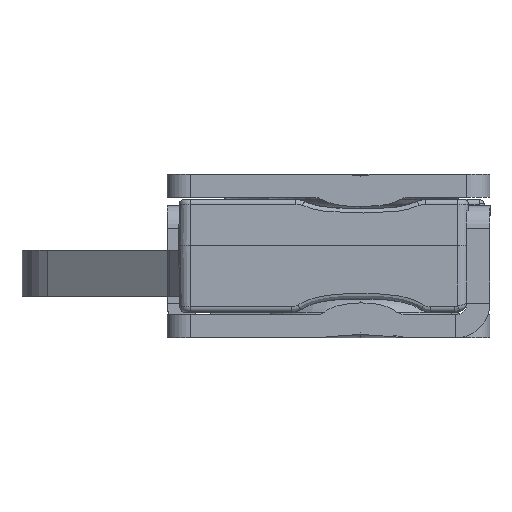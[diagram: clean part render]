
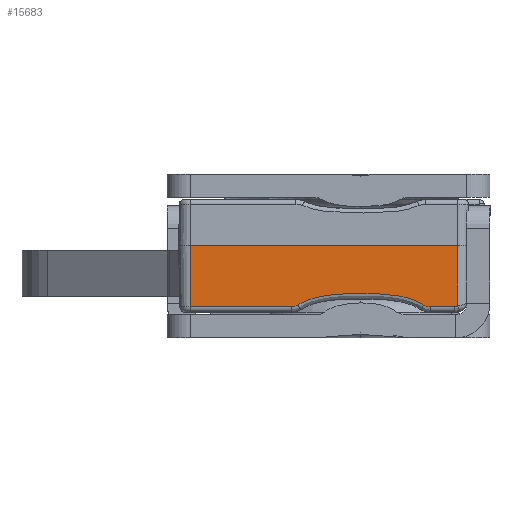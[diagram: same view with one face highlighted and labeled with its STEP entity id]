
A CAD part, left-side view. The second image highlights one B-rep face of the part: STEP entity #15683.
In plain terms, the highlighted face is planar.
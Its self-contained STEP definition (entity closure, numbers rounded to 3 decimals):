
#1931 =( BOUNDED_CURVE ( )  B_SPLINE_CURVE ( 3, ( #9596, #9621, #9622, #9623 ),
 .UNSPECIFIED., .F., .T. ) 
 B_SPLINE_CURVE_WITH_KNOTS ( ( 4, 4 ),
 ( 5.871, 6.283 ),
 .UNSPECIFIED. ) 
 CURVE ( )  GEOMETRIC_REPRESENTATION_ITEM ( )  RATIONAL_B_SPLINE_CURVE ( ( 1., 0.986, 0.986, 1. ) ) 
 REPRESENTATION_ITEM ( '' )  );
#7745 = LINE ( 'NONE', #9586, #7757 ) ;
#7751 = LINE ( 'NONE', #9592, #7752 ) ;
#7752 = VECTOR ( 'NONE', #9593, 1000. ) ;
#7755 = LINE ( 'NONE', #9624, #7760 ) ;
#7756 = LINE ( 'NONE', #9594, #7759 ) ;
#7757 = VECTOR ( 'NONE', #9595, 1000. ) ;
#7758 = LINE ( 'NONE', #9599, #7762 ) ;
#7759 = VECTOR ( 'NONE', #9598, 1000. ) ;
#7760 = VECTOR ( 'NONE', #9625, 1000. ) ;
#7762 = VECTOR ( 'NONE', #9627, 1000. ) ;
#9578 = CARTESIAN_POINT ( 'NONE',  ( 35.16, -4.915, -9.159 ) ) ;
#9580 = CARTESIAN_POINT ( 'NONE',  ( 35.157, 6.558, -9.309 ) ) ;
#9581 = CARTESIAN_POINT ( 'NONE',  ( 35.159, -4.995, -9.211 ) ) ;
#9582 = CARTESIAN_POINT ( 'NONE',  ( 35.158, -5.084, -9.247 ) ) ;
#9583 = CARTESIAN_POINT ( 'NONE',  ( 35.158, -5.268, -9.297 ) ) ;
#9584 = CARTESIAN_POINT ( 'NONE',  ( 35.157, -5.362, -9.309 ) ) ;
#9585 = CARTESIAN_POINT ( 'NONE',  ( 35.157, -5.458, -9.309 ) ) ;
#9586 = CARTESIAN_POINT ( 'NONE',  ( 35.157, -14.25, -9.309 ) ) ;
#9587 = CARTESIAN_POINT ( 'NONE',  ( 35.157, 6.462, -9.309 ) ) ;
#9588 = CARTESIAN_POINT ( 'NONE',  ( 35.158, 6.368, -9.297 ) ) ;
#9589 = CARTESIAN_POINT ( 'NONE',  ( 35.158, 6.185, -9.248 ) ) ;
#9590 = CARTESIAN_POINT ( 'NONE',  ( 35.159, 6.095, -9.211 ) ) ;
#9591 = CARTESIAN_POINT ( 'NONE',  ( 35.16, 6.015, -9.159 ) ) ;
#9592 = CARTESIAN_POINT ( 'NONE',  ( 35.157, 5.977, -9.309 ) ) ;
#9593 = DIRECTION ( 'NONE',  ( 0., -1., 0. ) ) ;
#9594 = CARTESIAN_POINT ( 'NONE',  ( 35.25, -14.25, -4. ) ) ;
#9595 = DIRECTION ( 'NONE',  ( 0., -1., 0. ) ) ;
#9596 = CARTESIAN_POINT ( 'NONE',  ( 35.158, 8.95, -9.25 ) ) ;
#9597 = CARTESIAN_POINT ( 'NONE',  ( 35.16, 6.015, -9.159 ) ) ;
#9598 = DIRECTION ( 'NONE',  ( 0.017, 0., 1. ) ) ;
#9599 = CARTESIAN_POINT ( 'NONE',  ( 35.25, 8.95, -4.007 ) ) ;
#9600 = CARTESIAN_POINT ( 'NONE',  ( 35.164, 5.613, -8.899 ) ) ;
#9601 = CARTESIAN_POINT ( 'NONE',  ( 35.168, 5.181, -8.714 ) ) ;
#9602 = CARTESIAN_POINT ( 'NONE',  ( 35.171, 4.504, -8.505 ) ) ;
#9603 = CARTESIAN_POINT ( 'NONE',  ( 35.172, 4.273, -8.448 ) ) ;
#9604 = CARTESIAN_POINT ( 'NONE',  ( 35.174, 3.81, -8.353 ) ) ;
#9605 = CARTESIAN_POINT ( 'NONE',  ( 35.175, 3.579, -8.316 ) ) ;
#9606 = CARTESIAN_POINT ( 'NONE',  ( 35.176, 2.882, -8.226 ) ) ;
#9607 = CARTESIAN_POINT ( 'NONE',  ( 35.177, 2.415, -8.194 ) ) ;
#9608 = CARTESIAN_POINT ( 'NONE',  ( 35.177, 1.481, -8.155 ) ) ;
#9609 = CARTESIAN_POINT ( 'NONE',  ( 35.178, 1.013, -8.149 ) ) ;
#9610 = CARTESIAN_POINT ( 'NONE',  ( 35.178, 0.076, -8.149 ) ) ;
#9611 = CARTESIAN_POINT ( 'NONE',  ( 35.177, -0.393, -8.156 ) ) ;
#9612 = CARTESIAN_POINT ( 'NONE',  ( 35.177, -1.331, -8.195 ) ) ;
#9613 = CARTESIAN_POINT ( 'NONE',  ( 35.176, -1.798, -8.227 ) ) ;
#9614 = CARTESIAN_POINT ( 'NONE',  ( 35.175, -2.494, -8.318 ) ) ;
#9615 = CARTESIAN_POINT ( 'NONE',  ( 35.174, -2.725, -8.356 ) ) ;
#9616 = CARTESIAN_POINT ( 'NONE',  ( 35.172, -3.184, -8.45 ) ) ;
#9617 = CARTESIAN_POINT ( 'NONE',  ( 35.171, -3.414, -8.508 ) ) ;
#9618 = CARTESIAN_POINT ( 'NONE',  ( 35.168, -4.087, -8.716 ) ) ;
#9619 = CARTESIAN_POINT ( 'NONE',  ( 35.164, -4.516, -8.901 ) ) ;
#9620 = CARTESIAN_POINT ( 'NONE',  ( 35.16, -4.915, -9.159 ) ) ;
#9621 = CARTESIAN_POINT ( 'NONE',  ( 35.158, 8.861, -9.289 ) ) ;
#9622 = CARTESIAN_POINT ( 'NONE',  ( 35.157, 8.766, -9.309 ) ) ;
#9623 = CARTESIAN_POINT ( 'NONE',  ( 35.157, 8.67, -9.309 ) ) ;
#9624 = CARTESIAN_POINT ( 'NONE',  ( 35.25, 8.95, -4. ) ) ;
#9625 = DIRECTION ( 'NONE',  ( -0.017, 0., -1. ) ) ;
#9627 = DIRECTION ( 'NONE',  ( 0., 1., 0. ) ) ;
#9805 = B_SPLINE_CURVE_WITH_KNOTS ( 'NONE', 3,
 ( #9578, #9581, #9582, #9583, #9584, #9585 ),
 .UNSPECIFIED., .F., .F.,
 ( 4, 2, 4 ),
 ( 0., 0., 0.001 ),
 .UNSPECIFIED. ) ;
#9806 = B_SPLINE_CURVE_WITH_KNOTS ( 'NONE', 3,
 ( #9580, #9587, #9588, #9589, #9590, #9591 ),
 .UNSPECIFIED., .F., .F.,
 ( 4, 2, 4 ),
 ( 0., 0., 0.001 ),
 .UNSPECIFIED. ) ;
#9808 = B_SPLINE_CURVE_WITH_KNOTS ( 'NONE', 3,
 ( #9597, #9600, #9601, #9602, #9603, #9604, #9605, #9606, #9607, #9608, #9609, #9610, #9611, #9612, #9613, #9614, #9615, #9616, #9617, #9618, #9619, #9620 ),
 .UNSPECIFIED., .F., .F.,
 ( 4, 2, 2, 2, 2, 2, 2, 2, 2, 2, 4 ),
 ( 0., 0.001, 0.002, 0.003, 0.004, 0.006, 0.007, 0.008, 0.009, 0.01, 0.011 ),
 .UNSPECIFIED. ) ;
#14261 = VERTEX_POINT ( 'NONE', #26017 ) ;
#14262 = VERTEX_POINT ( 'NONE', #26018 ) ;
#14263 = VERTEX_POINT ( 'NONE', #26019 ) ;
#14264 = VERTEX_POINT ( 'NONE', #26020 ) ;
#14265 = VERTEX_POINT ( 'NONE', #26021 ) ;
#14266 = VERTEX_POINT ( 'NONE', #26022 ) ;
#14267 = VERTEX_POINT ( 'NONE', #26023 ) ;
#14268 = VERTEX_POINT ( 'NONE', #26024 ) ;
#14269 = VERTEX_POINT ( 'NONE', #26025 ) ;
#15683 = ADVANCED_FACE ( 'NONE', ( #24738 ), #27981, .T. ) ;
#16328 = ORIENTED_EDGE ( 'NONE', *, *, #16919, .F. ) ;
#16329 = ORIENTED_EDGE ( 'NONE', *, *, #16918, .F. ) ;
#16330 = ORIENTED_EDGE ( 'NONE', *, *, #16915, .F. ) ;
#16331 = ORIENTED_EDGE ( 'NONE', *, *, #16920, .F. ) ;
#16332 = ORIENTED_EDGE ( 'NONE', *, *, #16916, .F. ) ;
#16333 = ORIENTED_EDGE ( 'NONE', *, *, #16917, .F. ) ;
#16334 = ORIENTED_EDGE ( 'NONE', *, *, #16921, .F. ) ;
#16335 = ORIENTED_EDGE ( 'NONE', *, *, #16922, .F. ) ;
#16336 = ORIENTED_EDGE ( 'NONE', *, *, #16923, .F. ) ;
#16915 = EDGE_CURVE ( 'NONE', #14266, #14267, #9805, .T. ) ;
#16916 = EDGE_CURVE ( 'NONE', #14264, #14265, #9806, .T. ) ;
#16917 = EDGE_CURVE ( 'NONE', #14263, #14264, #7751, .T. ) ;
#16918 = EDGE_CURVE ( 'NONE', #14267, #14269, #7745, .T. ) ;
#16919 = EDGE_CURVE ( 'NONE', #14269, #14268, #7756, .T. ) ;
#16920 = EDGE_CURVE ( 'NONE', #14265, #14266, #9808, .T. ) ;
#16921 = EDGE_CURVE ( 'NONE', #14262, #14263, #1931, .T. ) ;
#16922 = EDGE_CURVE ( 'NONE', #14261, #14262, #7755, .T. ) ;
#16923 = EDGE_CURVE ( 'NONE', #14268, #14261, #7758, .T. ) ;
#21471 = EDGE_LOOP ( 'NONE', ( #16328, #16329, #16330, #16331, #16332, #16333, #16334, #16335, #16336 ) ) ;
#24738 = FACE_OUTER_BOUND ( 'NONE', #21471, .T. ) ;
#26017 = CARTESIAN_POINT ( 'NONE',  ( 35.25, 8.95, -4.007 ) ) ;
#26018 = CARTESIAN_POINT ( 'NONE',  ( 35.158, 8.95, -9.25 ) ) ;
#26019 = CARTESIAN_POINT ( 'NONE',  ( 35.157, 8.67, -9.309 ) ) ;
#26020 = CARTESIAN_POINT ( 'NONE',  ( 35.157, 6.558, -9.309 ) ) ;
#26021 = CARTESIAN_POINT ( 'NONE',  ( 35.16, 6.015, -9.159 ) ) ;
#26022 = CARTESIAN_POINT ( 'NONE',  ( 35.16, -4.915, -9.159 ) ) ;
#26023 = CARTESIAN_POINT ( 'NONE',  ( 35.157, -5.458, -9.309 ) ) ;
#26024 = CARTESIAN_POINT ( 'NONE',  ( 35.25, -14.25, -4.007 ) ) ;
#26025 = CARTESIAN_POINT ( 'NONE',  ( 35.157, -14.25, -9.309 ) ) ;
#27972 = CARTESIAN_POINT ( 'NONE',  ( 35.25, 7.75, -4. ) ) ;
#27981 = PLANE ( 'NONE',  #28142 ) ;
#27985 = DIRECTION ( 'NONE',  ( 1., 0., -0.017 ) ) ;
#27986 = DIRECTION ( 'NONE',  ( 0.017, 0., 1. ) ) ;
#28142 = AXIS2_PLACEMENT_3D ( 'NONE', #27972, #27985, #27986 ) ;
